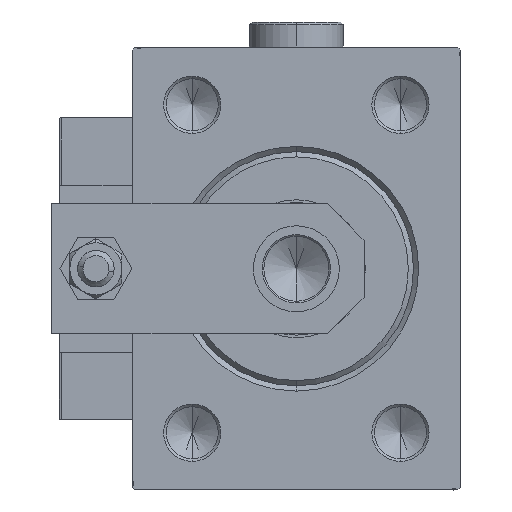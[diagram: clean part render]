
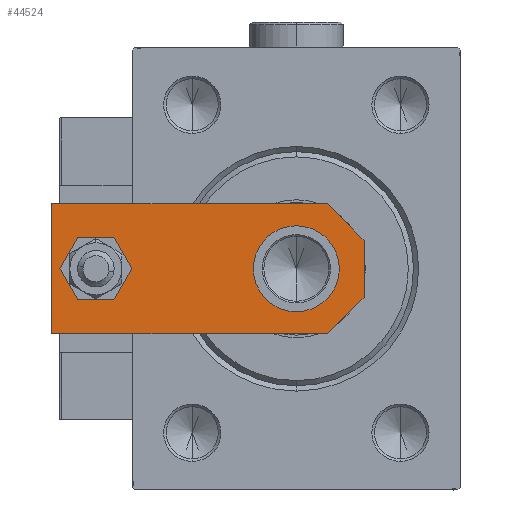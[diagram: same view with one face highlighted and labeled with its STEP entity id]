
A CAD part, left-side view. The second image highlights one B-rep face of the part: STEP entity #44524.
In plain terms, the highlighted face is planar.
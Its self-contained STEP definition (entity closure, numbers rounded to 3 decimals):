
#1020 = DIRECTION ( 'NONE',  ( 0., 1., 0. ) ) ;
#1500 = VECTOR ( 'NONE', #4817, 1000. ) ;
#1553 = EDGE_CURVE ( 'NONE', #32048, #10925, #40161, .T. ) ;
#1601 = EDGE_CURVE ( 'NONE', #26051, #25296, #50727, .T. ) ;
#2442 = CARTESIAN_POINT ( 'NONE',  ( -2.75, -2.75, 6. ) ) ;
#3437 = ORIENTED_EDGE ( 'NONE', *, *, #48190, .T. ) ;
#3652 = CARTESIAN_POINT ( 'NONE',  ( -8.25, 13., 6. ) ) ;
#4253 = VECTOR ( 'NONE', #18636, 1000. ) ;
#4817 = DIRECTION ( 'NONE',  ( 0.707, 0.707, 0. ) ) ;
#5123 = VECTOR ( 'NONE', #1020, 1000. ) ;
#6288 = ORIENTED_EDGE ( 'NONE', *, *, #1601, .T. ) ;
#6439 = CIRCLE ( 'NONE', #46324, 4. ) ;
#6442 = CARTESIAN_POINT ( 'NONE',  ( -12.5, 60., 6. ) ) ;
#6670 = CARTESIAN_POINT ( 'NONE',  ( 12.5, 60., 6. ) ) ;
#7509 = EDGE_CURVE ( 'NONE', #10925, #32048, #6439, .T. ) ;
#7910 = CARTESIAN_POINT ( 'NONE',  ( 0., 0., 6. ) ) ;
#8167 = FACE_BOUND ( 'NONE', #47630, .T. ) ;
#8321 = CIRCLE ( 'NONE', #37241, 8.25 ) ;
#8401 = CARTESIAN_POINT ( 'NONE',  ( 5.5, 0., 6. ) ) ;
#8812 = CARTESIAN_POINT ( 'NONE',  ( 2.75, -2.75, 6. ) ) ;
#10714 = ORIENTED_EDGE ( 'NONE', *, *, #1553, .F. ) ;
#10918 = DIRECTION ( 'NONE',  ( 1., 0., 0. ) ) ;
#10925 = VERTEX_POINT ( 'NONE', #46036 ) ;
#11784 = DIRECTION ( 'NONE',  ( 0., -1., 0. ) ) ;
#12296 = LINE ( 'NONE', #44691, #37236 ) ;
#12590 = VERTEX_POINT ( 'NONE', #19056 ) ;
#12674 = DIRECTION ( 'NONE',  ( 1., 0., 0. ) ) ;
#12881 = CARTESIAN_POINT ( 'NONE',  ( -12.5, 7., 6. ) ) ;
#13215 = EDGE_LOOP ( 'NONE', ( #10714, #19777 ) ) ;
#14133 = DIRECTION ( 'NONE',  ( 0., 0., 1. ) ) ;
#14619 = DIRECTION ( 'NONE',  ( 0., 0., 1. ) ) ;
#15008 = VERTEX_POINT ( 'NONE', #29020 ) ;
#15299 = VERTEX_POINT ( 'NONE', #19923 ) ;
#17652 = CIRCLE ( 'NONE', #20215, 8.25 ) ;
#18636 = DIRECTION ( 'NONE',  ( 0.707, -0.707, 0. ) ) ;
#18900 = AXIS2_PLACEMENT_3D ( 'NONE', #38509, #42998, #22549 ) ;
#19056 = CARTESIAN_POINT ( 'NONE',  ( 12.5, 60., 6. ) ) ;
#19777 = ORIENTED_EDGE ( 'NONE', *, *, #7509, .F. ) ;
#19785 = ORIENTED_EDGE ( 'NONE', *, *, #26328, .F. ) ;
#19923 = CARTESIAN_POINT ( 'NONE',  ( 8.25, 13., 6. ) ) ;
#20098 = FACE_BOUND ( 'NONE', #13215, .T. ) ;
#20215 = AXIS2_PLACEMENT_3D ( 'NONE', #30790, #51505, #23599 ) ;
#21462 = CARTESIAN_POINT ( 'NONE',  ( 12.5, 0., 6. ) ) ;
#22356 = DIRECTION ( 'NONE',  ( 1., 0., 0. ) ) ;
#22549 = DIRECTION ( 'NONE',  ( 1., 0., 0. ) ) ;
#23599 = DIRECTION ( 'NONE',  ( 1., 0., 0. ) ) ;
#24872 = EDGE_CURVE ( 'NONE', #12590, #27606, #27922, .T. ) ;
#25203 = CARTESIAN_POINT ( 'NONE',  ( -4., 51.5, 6. ) ) ;
#25296 = VERTEX_POINT ( 'NONE', #8401 ) ;
#26051 = VERTEX_POINT ( 'NONE', #32441 ) ;
#26328 = EDGE_CURVE ( 'NONE', #15299, #32236, #17652, .T. ) ;
#27418 = ORIENTED_EDGE ( 'NONE', *, *, #24872, .T. ) ;
#27606 = VERTEX_POINT ( 'NONE', #6442 ) ;
#27922 = LINE ( 'NONE', #6670, #29469 ) ;
#29020 = CARTESIAN_POINT ( 'NONE',  ( 12.5, 7., 6. ) ) ;
#29469 = VECTOR ( 'NONE', #44104, 1000. ) ;
#30790 = CARTESIAN_POINT ( 'NONE',  ( 0., 13., 6. ) ) ;
#32048 = VERTEX_POINT ( 'NONE', #25203 ) ;
#32076 = FACE_OUTER_BOUND ( 'NONE', #39187, .T. ) ;
#32103 = ORIENTED_EDGE ( 'NONE', *, *, #34382, .T. ) ;
#32236 = VERTEX_POINT ( 'NONE', #3652 ) ;
#32441 = CARTESIAN_POINT ( 'NONE',  ( -5.5, 0., 6. ) ) ;
#32858 = DIRECTION ( 'NONE',  ( 0., 0., 1. ) ) ;
#33046 = EDGE_CURVE ( 'NONE', #47987, #26051, #35118, .T. ) ;
#34382 = EDGE_CURVE ( 'NONE', #15008, #12590, #41647, .T. ) ;
#35118 = LINE ( 'NONE', #2442, #4253 ) ;
#37210 = AXIS2_PLACEMENT_3D ( 'NONE', #7910, #32858, #12674 ) ;
#37236 = VECTOR ( 'NONE', #11784, 1000. ) ;
#37241 = AXIS2_PLACEMENT_3D ( 'NONE', #46508, #14619, #10918 ) ;
#38509 = CARTESIAN_POINT ( 'NONE',  ( 0., 51.5, 6. ) ) ;
#39030 = CARTESIAN_POINT ( 'NONE',  ( -12.5, 0., 6. ) ) ;
#39187 = EDGE_LOOP ( 'NONE', ( #3437, #45582, #6288, #43187, #32103, #27418 ) ) ;
#40161 = CIRCLE ( 'NONE', #18900, 4. ) ;
#41647 = LINE ( 'NONE', #21462, #5123 ) ;
#42795 = EDGE_CURVE ( 'NONE', #25296, #15008, #45180, .T. ) ;
#42998 = DIRECTION ( 'NONE',  ( 0., 0., 1. ) ) ;
#43187 = ORIENTED_EDGE ( 'NONE', *, *, #42795, .T. ) ;
#44104 = DIRECTION ( 'NONE',  ( -1., 0., 0. ) ) ;
#44279 = PLANE ( 'NONE',  #37210 ) ;
#44524 = ADVANCED_FACE ( 'NONE', ( #20098, #32076, #8167 ), #44279, .T. ) ;
#44691 = CARTESIAN_POINT ( 'NONE',  ( -12.5, 60., 6. ) ) ;
#45180 = LINE ( 'NONE', #8812, #1500 ) ;
#45582 = ORIENTED_EDGE ( 'NONE', *, *, #33046, .T. ) ;
#46036 = CARTESIAN_POINT ( 'NONE',  ( 4., 51.5, 6. ) ) ;
#46147 = EDGE_CURVE ( 'NONE', #32236, #15299, #8321, .T. ) ;
#46324 = AXIS2_PLACEMENT_3D ( 'NONE', #51786, #14133, #22356 ) ;
#46508 = CARTESIAN_POINT ( 'NONE',  ( 0., 13., 6. ) ) ;
#47630 = EDGE_LOOP ( 'NONE', ( #48557, #19785 ) ) ;
#47987 = VERTEX_POINT ( 'NONE', #12881 ) ;
#48190 = EDGE_CURVE ( 'NONE', #27606, #47987, #12296, .T. ) ;
#48557 = ORIENTED_EDGE ( 'NONE', *, *, #46147, .F. ) ;
#49500 = VECTOR ( 'NONE', #51516, 1000. ) ;
#50727 = LINE ( 'NONE', #39030, #49500 ) ;
#51505 = DIRECTION ( 'NONE',  ( 0., 0., 1. ) ) ;
#51516 = DIRECTION ( 'NONE',  ( 1., 0., 0. ) ) ;
#51786 = CARTESIAN_POINT ( 'NONE',  ( 0., 51.5, 6. ) ) ;
